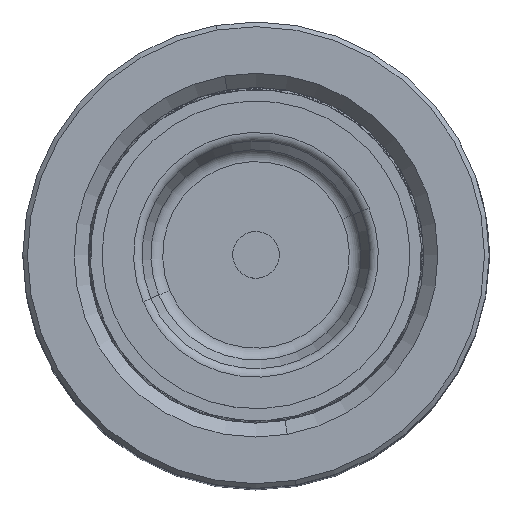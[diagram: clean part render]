
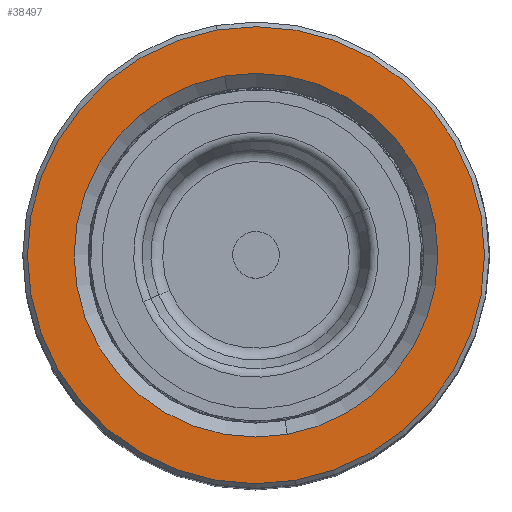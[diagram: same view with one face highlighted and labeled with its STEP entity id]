
A CAD part, top view. The second image highlights one B-rep face of the part: STEP entity #38497.
In plain terms, the highlighted planar face has unit normal (0, 0, 1).
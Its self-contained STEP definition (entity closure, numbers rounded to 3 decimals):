
#583 = DIRECTION ( 'NONE',  ( 1., 0., 0. ) ) ;
#5409 = DIRECTION ( 'NONE',  ( 0., 0., 1. ) ) ;
#5727 = DIRECTION ( 'NONE',  ( 0., 0., -1. ) ) ;
#7158 = DIRECTION ( 'NONE',  ( 1., 0., 0. ) ) ;
#10102 = ORIENTED_EDGE ( 'NONE', *, *, #41982, .T. ) ;
#10216 = VERTEX_POINT ( 'NONE', #18297 ) ;
#10223 = CARTESIAN_POINT ( 'NONE',  ( -19.5, 0., 100. ) ) ;
#10586 = CARTESIAN_POINT ( 'NONE',  ( 0., 0., 100. ) ) ;
#13544 = AXIS2_PLACEMENT_3D ( 'NONE', #44140, #17639, #48818 ) ;
#14251 = CARTESIAN_POINT ( 'NONE',  ( 24.5, 0., 100. ) ) ;
#16092 = PLANE ( 'NONE',  #25216 ) ;
#16213 = VERTEX_POINT ( 'NONE', #14251 ) ;
#16663 = CARTESIAN_POINT ( 'NONE',  ( 0., 0., 100. ) ) ;
#17639 = DIRECTION ( 'NONE',  ( 0., 0., 1. ) ) ;
#18040 = EDGE_CURVE ( 'NONE', #16213, #18363, #27954, .T. ) ;
#18190 = CIRCLE ( 'NONE', #33005, 24.5 ) ;
#18297 = CARTESIAN_POINT ( 'NONE',  ( 19.5, 0., 100. ) ) ;
#18363 = VERTEX_POINT ( 'NONE', #42711 ) ;
#20593 = EDGE_CURVE ( 'NONE', #18363, #16213, #18190, .T. ) ;
#22408 = CIRCLE ( 'NONE', #43236, 19.5 ) ;
#22415 = ORIENTED_EDGE ( 'NONE', *, *, #29390, .T. ) ;
#24559 = DIRECTION ( 'NONE',  ( 0., 0., -1. ) ) ;
#25216 = AXIS2_PLACEMENT_3D ( 'NONE', #16663, #56267, #7158 ) ;
#27180 = VERTEX_POINT ( 'NONE', #10223 ) ;
#27954 = CIRCLE ( 'NONE', #13544, 24.5 ) ;
#28667 = CARTESIAN_POINT ( 'NONE',  ( 0., 0., 100. ) ) ;
#29390 = EDGE_CURVE ( 'NONE', #27180, #10216, #56907, .T. ) ;
#33005 = AXIS2_PLACEMENT_3D ( 'NONE', #40877, #5409, #583 ) ;
#33300 = ORIENTED_EDGE ( 'NONE', *, *, #18040, .T. ) ;
#34855 = ORIENTED_EDGE ( 'NONE', *, *, #20593, .T. ) ;
#38497 = ADVANCED_FACE ( 'NONE', ( #51079, #42025 ), #16092, .T. ) ;
#40877 = CARTESIAN_POINT ( 'NONE',  ( 0., 0., 100. ) ) ;
#41982 = EDGE_CURVE ( 'NONE', #10216, #27180, #22408, .T. ) ;
#42025 = FACE_BOUND ( 'NONE', #56482, .T. ) ;
#42305 = DIRECTION ( 'NONE',  ( 1., 0., 0. ) ) ;
#42711 = CARTESIAN_POINT ( 'NONE',  ( -24.5, 0., 100. ) ) ;
#43236 = AXIS2_PLACEMENT_3D ( 'NONE', #28667, #24559, #42305 ) ;
#44140 = CARTESIAN_POINT ( 'NONE',  ( 0., 0., 100. ) ) ;
#48818 = DIRECTION ( 'NONE',  ( 1., 0., 0. ) ) ;
#49731 = AXIS2_PLACEMENT_3D ( 'NONE', #10586, #5727, #55420 ) ;
#51079 = FACE_OUTER_BOUND ( 'NONE', #56989, .T. ) ;
#55420 = DIRECTION ( 'NONE',  ( 1., 0., 0. ) ) ;
#56267 = DIRECTION ( 'NONE',  ( 0., 0., 1. ) ) ;
#56482 = EDGE_LOOP ( 'NONE', ( #10102, #22415 ) ) ;
#56907 = CIRCLE ( 'NONE', #49731, 19.5 ) ;
#56989 = EDGE_LOOP ( 'NONE', ( #34855, #33300 ) ) ;
